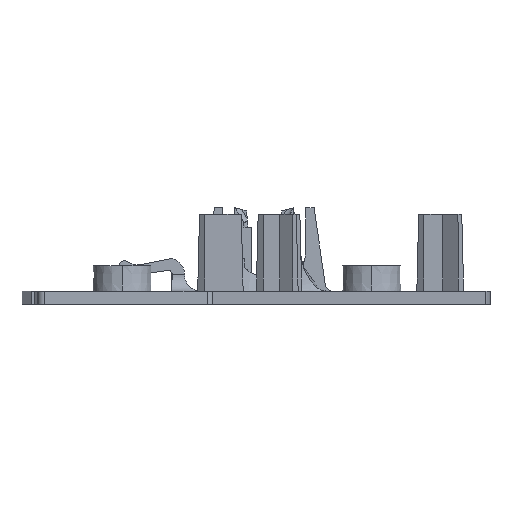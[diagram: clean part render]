
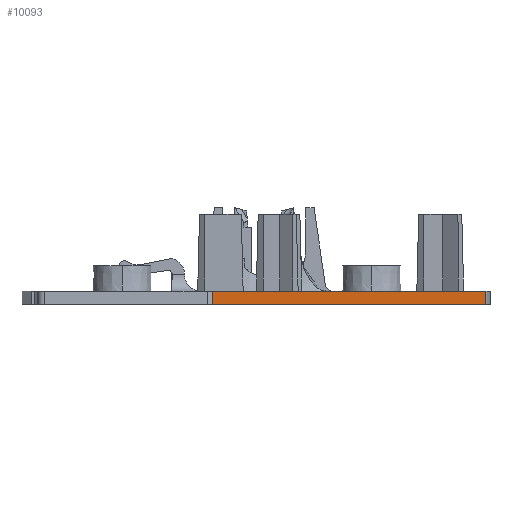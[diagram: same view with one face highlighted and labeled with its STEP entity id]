
A CAD part, left-side view. The second image highlights one B-rep face of the part: STEP entity #10093.
In plain terms, the highlighted planar face has unit normal (-0.597, -0.802, 0).
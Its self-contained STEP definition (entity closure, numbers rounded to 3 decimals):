
#1017 = CARTESIAN_POINT ( 'NONE',  ( -23.879, -110.576, 0. ) ) ;
#1191 = DIRECTION ( 'NONE',  ( -0.802, 0.597, 0. ) ) ;
#1771 = EDGE_CURVE ( 'NONE', #2823, #7098, #8281, .T. ) ;
#1959 = DIRECTION ( 'NONE',  ( 0.802, -0.597, 0. ) ) ;
#2149 = FACE_OUTER_BOUND ( 'NONE', #6918, .T. ) ;
#2355 = VECTOR ( 'NONE', #1191, 1000. ) ;
#2823 = VERTEX_POINT ( 'NONE', #9474 ) ;
#3046 = ORIENTED_EDGE ( 'NONE', *, *, #1771, .F. ) ;
#3452 = LINE ( 'NONE', #7392, #5996 ) ;
#3653 = CARTESIAN_POINT ( 'NONE',  ( -99.676, -54.122, 0. ) ) ;
#4042 = DIRECTION ( 'NONE',  ( -0.597, -0.802, 0. ) ) ;
#5369 = CARTESIAN_POINT ( 'NONE',  ( -42.475, -96.725, 101.939 ) ) ;
#5544 = DIRECTION ( 'NONE',  ( 0., 0., -1. ) ) ;
#5649 = AXIS2_PLACEMENT_3D ( 'NONE', #9716, #4042, #10599 ) ;
#5956 = CARTESIAN_POINT ( 'NONE',  ( -42.475, -96.725, 0. ) ) ;
#5996 = VECTOR ( 'NONE', #11758, 1000. ) ;
#6703 = VECTOR ( 'NONE', #1959, 1000. ) ;
#6776 = VECTOR ( 'NONE', #5544, 1000. ) ;
#6918 = EDGE_LOOP ( 'NONE', ( #7565, #8079, #8826, #3046 ) ) ;
#7098 = VERTEX_POINT ( 'NONE', #5956 ) ;
#7343 = VERTEX_POINT ( 'NONE', #3653 ) ;
#7392 = CARTESIAN_POINT ( 'NONE',  ( -99.676, -54.122, 101.939 ) ) ;
#7565 = ORIENTED_EDGE ( 'NONE', *, *, #8486, .T. ) ;
#7833 = CARTESIAN_POINT ( 'NONE',  ( -99.676, -54.122, 2.032 ) ) ;
#7848 = EDGE_CURVE ( 'NONE', #7343, #7098, #11584, .T. ) ;
#8041 = CARTESIAN_POINT ( 'NONE',  ( -99.676, -54.122, 2.032 ) ) ;
#8079 = ORIENTED_EDGE ( 'NONE', *, *, #10787, .T. ) ;
#8161 = VERTEX_POINT ( 'NONE', #8041 ) ;
#8281 = LINE ( 'NONE', #5369, #6776 ) ;
#8486 = EDGE_CURVE ( 'NONE', #2823, #8161, #11970, .T. ) ;
#8826 = ORIENTED_EDGE ( 'NONE', *, *, #7848, .T. ) ;
#9474 = CARTESIAN_POINT ( 'NONE',  ( -42.475, -96.725, 2.032 ) ) ;
#9716 = CARTESIAN_POINT ( 'NONE',  ( -99.676, -54.122, 101.939 ) ) ;
#10093 = ADVANCED_FACE ( 'NONE', ( #2149 ), #10564, .T. ) ;
#10564 = PLANE ( 'NONE',  #5649 ) ;
#10599 = DIRECTION ( 'NONE',  ( -0.802, 0.597, 0. ) ) ;
#10787 = EDGE_CURVE ( 'NONE', #8161, #7343, #3452, .T. ) ;
#11584 = LINE ( 'NONE', #1017, #6703 ) ;
#11758 = DIRECTION ( 'NONE',  ( 0., 0., -1. ) ) ;
#11970 = LINE ( 'NONE', #7833, #2355 ) ;
